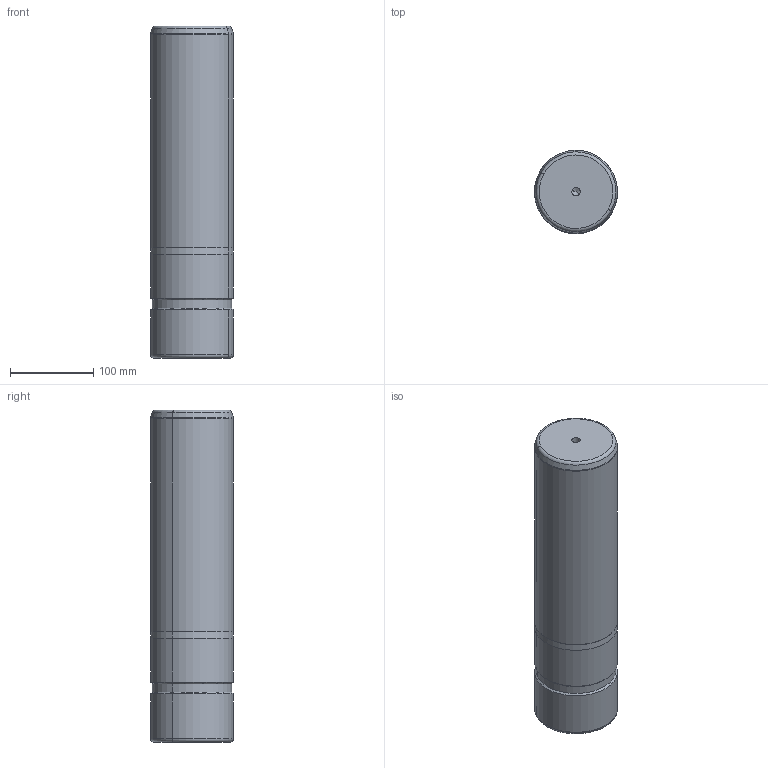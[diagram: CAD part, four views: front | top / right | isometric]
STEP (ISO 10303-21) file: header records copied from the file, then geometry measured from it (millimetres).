
FILE_DESCRIPTION(('CATIA V5 STEP Exchange'),'2;1');
FILE_NAME('RDCO106F.100400.stp','2017-04-05T20:01:29+00:00',('none'),('none'),'CATIA Version 5 Release 19 GA (IN-10)','CATIA V5 STEP AP203','none');
FILE_SCHEMA(('CONFIG_CONTROL_DESIGN'));
Length unit declared in the file: millimetre
Products named in the file (1): RDCO106F.100400
Bounding box: 99.97 x 99.97 x 400 mm (x, y, z)
Volume: 3125338.2 mm3; surface area: 141222.8 mm2
Topology: 1 solids, 1 shells, 31 faces, 65 edges, 40 vertices
Faces by surface type: cone 12, cylinder 10, torus 6, plane 3
Entity records: 754 total; most frequent: CARTESIAN_POINT 122, ORIENTED_EDGE 120, DIRECTION 99, EDGE_CURVE 60, AXIS2_PLACEMENT_3D 57, CIRCLE 38, EDGE_LOOP 33, VERTEX_POINT 33
